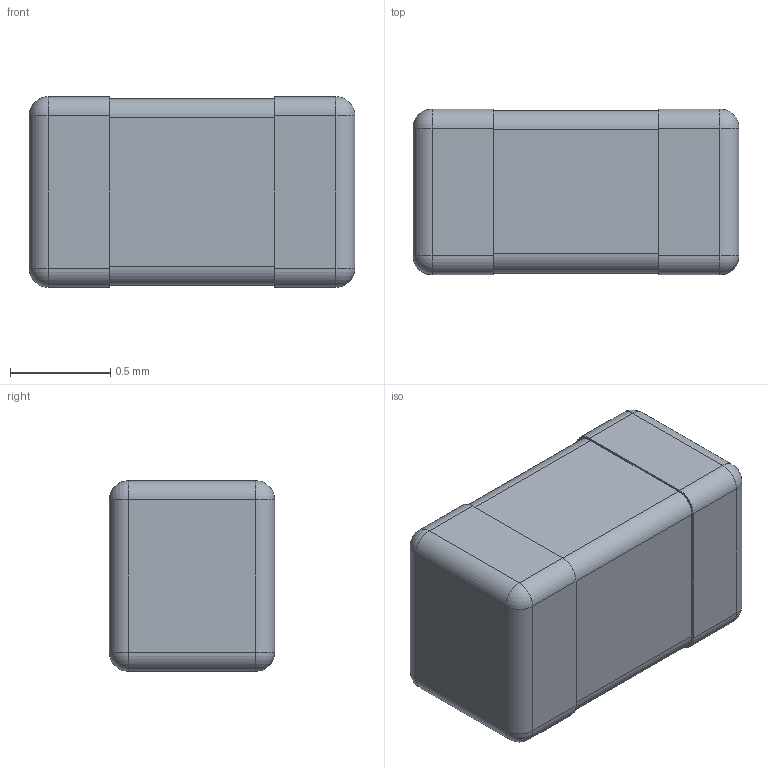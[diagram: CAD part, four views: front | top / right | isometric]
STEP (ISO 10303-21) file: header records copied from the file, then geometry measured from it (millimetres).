
FILE_DESCRIPTION(('FreeCAD Model'),'2;1');
FILE_NAME('9049245.1.2.stp','2021-05-26T12:34:01',( 'Author'),(''),'Open CASCADE STEP processor 6.9','FreeCAD','Unknown' );
FILE_SCHEMA(('AUTOMOTIVE_DESIGN { 1 0 10303 214 1 1 1 1 }'));
Length unit declared in the file: millimetre
Products named in the file (4): ASSEMBLY; Fillet1; Fillet2; body2
Assembly tree (3 placements, depth 2):
  ASSEMBLY
    Fillet1
    Fillet2
    body2
Bounding box: 1.62 x 0.82 x 0.95 mm (x, y, z)
Volume: 1.2 mm3; surface area: 9.8 mm2
Topology: 3 solids, 3 shells, 46 faces, 104 edges, 56 vertices
Faces by surface type: cylinder 20, plane 18, sphere 8
Entity records: 2540 total; most frequent: CARTESIAN_POINT 474, DIRECTION 388, LINE 200, VECTOR 200, ORIENTED_EDGE 192, PCURVE 192, DEFINITIONAL_REPRESENTATION 192, EDGE_CURVE 96
